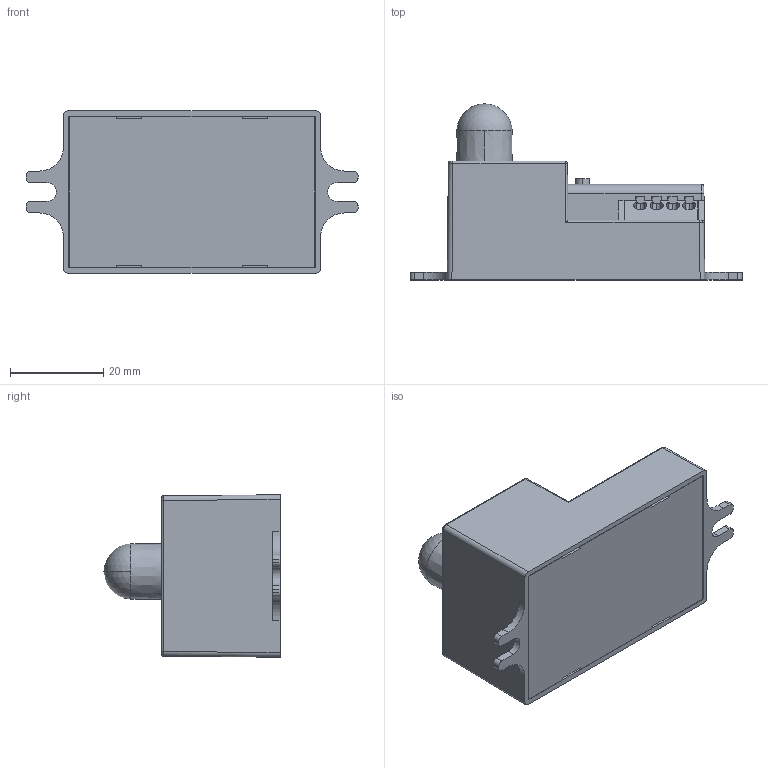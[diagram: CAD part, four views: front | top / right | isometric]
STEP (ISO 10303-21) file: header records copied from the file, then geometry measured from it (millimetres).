
FILE_DESCRIPTION (( 'STEP AP214' ), '1' );
FILE_NAME ('OCC58GRS65-2_3D.step', '2024-03-19T17:18:50', ( '' ), ( '' ), 'SwSTEP 2.0', 'SolidWorks 2022', '' );
FILE_SCHEMA (( 'AUTOMOTIVE_DESIGN' ));
Length unit declared in the file: inch
Products named in the file (22): PS-RS6516^OCC58GRS65-2; PS-RS6513^OCC58GRS65-2; OCC58GRS65-2_3D; push button base^OCC58GRS65-2; PS-RS657^OCC58GRS65-2; PS-RS659^OCC58GRS65-2; base pl^OCC58GRS65-2; PS-RS6520^OCC58GRS65-2; PS-RS6510^OCC58GRS65-2; PS-RS6511^OCC58GRS65-2; cover^OCC58GRS65-2; electronic 2^OCC58GRS65-2; PS-RS6519^OCC58GRS65-2; PS-RS656^OCC58GRS65-2; PS-RS6518^OCC58GRS65-2; PS-RS6512^OCC58GRS65-2; push button^OCC58GRS65-2; PS-RS6517^OCC58GRS65-2; pca^OCC58GRS65-2; PS-RS6514^OCC58GRS65-2; PS-RS6515^OCC58GRS65-2; PS-RS658^OCC58GRS65-2
Assembly tree (21 placements, depth 2):
  OCC58GRS65-2_3D
    base pl^OCC58GRS65-2
    cover^OCC58GRS65-2
    push button^OCC58GRS65-2
    push button base^OCC58GRS65-2
    pca^OCC58GRS65-2
    PS-RS656^OCC58GRS65-2
    PS-RS657^OCC58GRS65-2
    PS-RS658^OCC58GRS65-2
    PS-RS659^OCC58GRS65-2
    PS-RS6510^OCC58GRS65-2
    PS-RS6511^OCC58GRS65-2
    PS-RS6512^OCC58GRS65-2
    PS-RS6513^OCC58GRS65-2
    PS-RS6514^OCC58GRS65-2
    PS-RS6515^OCC58GRS65-2
    PS-RS6516^OCC58GRS65-2
    PS-RS6517^OCC58GRS65-2
    PS-RS6518^OCC58GRS65-2
    PS-RS6519^OCC58GRS65-2
    PS-RS6520^OCC58GRS65-2
    electronic 2^OCC58GRS65-2
Bounding box: 71.26 x 37.8 x 34.86 mm (x, y, z)
Volume: 17900.4 mm3; surface area: 25783.2 mm2
Topology: 21 solids, 21 shells, 935 faces, 2418 edges, 1594 vertices
Faces by surface type: plane 725, bspline 105, cylinder 79, cone 20, sphere 6
Entity records: 35444 total; most frequent: CARTESIAN_POINT 12235, ORIENTED_EDGE 4836, DIRECTION 4019, EDGE_CURVE 2418, VECTOR 1983, LINE 1983, VERTEX_POINT 1594, EDGE_LOOP 1028
